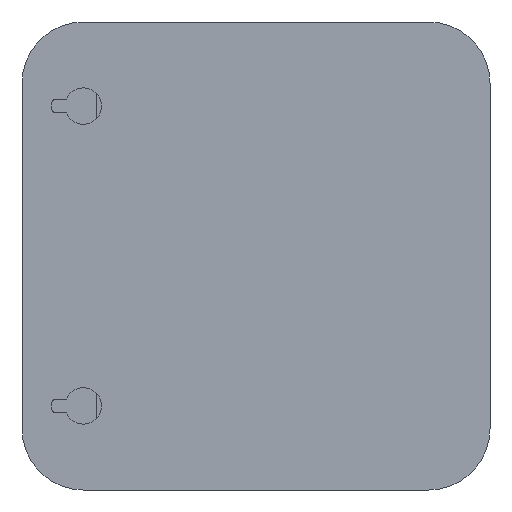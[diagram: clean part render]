
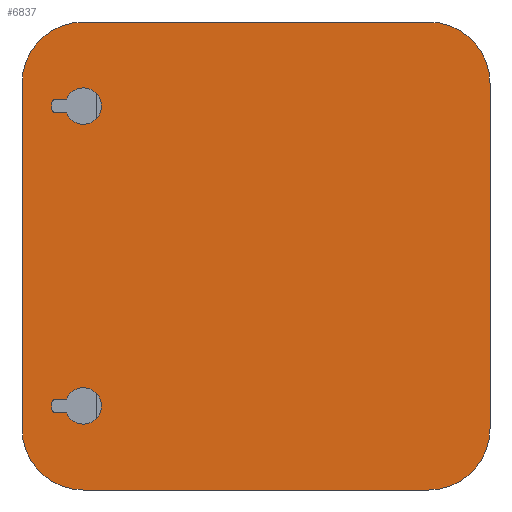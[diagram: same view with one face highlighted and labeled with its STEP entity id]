
A CAD part, left-side view. The second image highlights one B-rep face of the part: STEP entity #6837.
In plain terms, the highlighted planar face has unit normal (-1, 0, 0).
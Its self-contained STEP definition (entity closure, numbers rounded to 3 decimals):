
#153=FACE_BOUND('',#1017,.T.);
#154=FACE_BOUND('',#1018,.T.);
#197=CIRCLE('',#7155,1.);
#199=CIRCLE('',#7159,1.);
#201=CIRCLE('',#7163,4.);
#203=CIRCLE('',#7167,1.);
#205=CIRCLE('',#7171,4.);
#207=CIRCLE('',#7175,1.);
#279=CIRCLE('',#7339,13.5);
#281=CIRCLE('',#7343,13.5);
#283=CIRCLE('',#7346,13.5);
#285=CIRCLE('',#7350,13.5);
#615=FACE_OUTER_BOUND('',#1016,.T.);
#1016=EDGE_LOOP('',(#5190,#5191,#5192,#5193,#5194,#5195,#5196,#5197));
#1017=EDGE_LOOP('',(#5198,#5199,#5200,#5201,#5202,#5203));
#1018=EDGE_LOOP('',(#5204,#5205,#5206,#5207,#5208,#5209));
#1301=LINE('',#9709,#2078);
#1306=LINE('',#9723,#2083);
#1310=LINE('',#9735,#2087);
#1313=LINE('',#9745,#2090);
#1318=LINE('',#9759,#2095);
#1322=LINE('',#9771,#2099);
#1328=LINE('',#9791,#2105);
#1544=LINE('',#10360,#2321);
#1549=LINE('',#10373,#2326);
#1553=LINE('',#10388,#2330);
#2078=VECTOR('',#7749,10.);
#2083=VECTOR('',#7762,10.);
#2087=VECTOR('',#7774,10.);
#2090=VECTOR('',#7785,10.);
#2095=VECTOR('',#7798,10.);
#2099=VECTOR('',#7810,10.);
#2105=VECTOR('',#7830,10.);
#2321=VECTOR('',#8358,10.);
#2326=VECTOR('',#8371,10.);
#2330=VECTOR('',#8389,10.);
#2855=VERTEX_POINT('',#9707);
#2856=VERTEX_POINT('',#9708);
#2859=VERTEX_POINT('',#9716);
#2861=VERTEX_POINT('',#9722);
#2863=VERTEX_POINT('',#9728);
#2865=VERTEX_POINT('',#9734);
#2867=VERTEX_POINT('',#9743);
#2868=VERTEX_POINT('',#9744);
#2871=VERTEX_POINT('',#9752);
#2873=VERTEX_POINT('',#9758);
#2875=VERTEX_POINT('',#9764);
#2877=VERTEX_POINT('',#9770);
#2883=VERTEX_POINT('',#9788);
#2884=VERTEX_POINT('',#9790);
#3080=VERTEX_POINT('',#10357);
#3081=VERTEX_POINT('',#10359);
#3083=VERTEX_POINT('',#10365);
#3085=VERTEX_POINT('',#10371);
#3087=VERTEX_POINT('',#10380);
#3089=VERTEX_POINT('',#10386);
#3494=EDGE_CURVE('',#2855,#2856,#1301,.T.);
#3498=EDGE_CURVE('',#2859,#2855,#197,.T.);
#3501=EDGE_CURVE('',#2861,#2859,#1306,.T.);
#3504=EDGE_CURVE('',#2863,#2861,#199,.T.);
#3507=EDGE_CURVE('',#2865,#2863,#1310,.T.);
#3510=EDGE_CURVE('',#2856,#2865,#201,.T.);
#3512=EDGE_CURVE('',#2867,#2868,#1313,.T.);
#3516=EDGE_CURVE('',#2871,#2867,#203,.T.);
#3519=EDGE_CURVE('',#2873,#2871,#1318,.T.);
#3522=EDGE_CURVE('',#2875,#2873,#205,.T.);
#3525=EDGE_CURVE('',#2877,#2875,#1322,.T.);
#3528=EDGE_CURVE('',#2868,#2877,#207,.T.);
#3535=EDGE_CURVE('',#2884,#2883,#1328,.T.);
#3818=EDGE_CURVE('',#3081,#3080,#1544,.T.);
#3822=EDGE_CURVE('',#3080,#3083,#279,.T.);
#3825=EDGE_CURVE('',#3083,#3085,#1549,.T.);
#3827=EDGE_CURVE('',#3085,#2884,#281,.T.);
#3830=EDGE_CURVE('',#2883,#3087,#283,.T.);
#3833=EDGE_CURVE('',#3087,#3089,#1553,.T.);
#3835=EDGE_CURVE('',#3089,#3081,#285,.T.);
#5190=ORIENTED_EDGE('',*,*,#3818,.T.);
#5191=ORIENTED_EDGE('',*,*,#3822,.T.);
#5192=ORIENTED_EDGE('',*,*,#3825,.T.);
#5193=ORIENTED_EDGE('',*,*,#3827,.T.);
#5194=ORIENTED_EDGE('',*,*,#3535,.T.);
#5195=ORIENTED_EDGE('',*,*,#3830,.T.);
#5196=ORIENTED_EDGE('',*,*,#3833,.T.);
#5197=ORIENTED_EDGE('',*,*,#3835,.T.);
#5198=ORIENTED_EDGE('',*,*,#3494,.T.);
#5199=ORIENTED_EDGE('',*,*,#3510,.T.);
#5200=ORIENTED_EDGE('',*,*,#3507,.T.);
#5201=ORIENTED_EDGE('',*,*,#3504,.T.);
#5202=ORIENTED_EDGE('',*,*,#3501,.T.);
#5203=ORIENTED_EDGE('',*,*,#3498,.T.);
#5204=ORIENTED_EDGE('',*,*,#3512,.T.);
#5205=ORIENTED_EDGE('',*,*,#3528,.T.);
#5206=ORIENTED_EDGE('',*,*,#3525,.T.);
#5207=ORIENTED_EDGE('',*,*,#3522,.T.);
#5208=ORIENTED_EDGE('',*,*,#3519,.T.);
#5209=ORIENTED_EDGE('',*,*,#3516,.T.);
#6497=PLANE('',#7387);
#6837=ADVANCED_FACE('',(#615,#153,#154),#6497,.T.);
#7155=AXIS2_PLACEMENT_3D('',#9717,#7755,#7756);
#7159=AXIS2_PLACEMENT_3D('',#9729,#7767,#7768);
#7163=AXIS2_PLACEMENT_3D('',#9740,#7779,#7780);
#7167=AXIS2_PLACEMENT_3D('',#9753,#7791,#7792);
#7171=AXIS2_PLACEMENT_3D('',#9765,#7803,#7804);
#7175=AXIS2_PLACEMENT_3D('',#9776,#7815,#7816);
#7339=AXIS2_PLACEMENT_3D('',#10367,#8365,#8366);
#7343=AXIS2_PLACEMENT_3D('',#10376,#8376,#8377);
#7346=AXIS2_PLACEMENT_3D('',#10382,#8383,#8384);
#7350=AXIS2_PLACEMENT_3D('',#10391,#8394,#8395);
#7387=AXIS2_PLACEMENT_3D('',#10460,#8490,#8491);
#7749=DIRECTION('',(0.,-1.,0.));
#7755=DIRECTION('center_axis',(1.,0.,0.));
#7756=DIRECTION('ref_axis',(0.,0.,1.));
#7762=DIRECTION('',(0.,0.,1.));
#7767=DIRECTION('center_axis',(1.,0.,0.));
#7768=DIRECTION('ref_axis',(0.,1.,0.));
#7774=DIRECTION('',(0.,1.,0.));
#7779=DIRECTION('center_axis',(1.,0.,0.));
#7780=DIRECTION('ref_axis',(0.,0.,1.));
#7785=DIRECTION('',(0.,0.,1.));
#7791=DIRECTION('center_axis',(1.,0.,0.));
#7792=DIRECTION('ref_axis',(0.,1.,0.));
#7798=DIRECTION('',(0.,1.,0.));
#7803=DIRECTION('center_axis',(1.,0.,0.));
#7804=DIRECTION('ref_axis',(0.,0.,1.));
#7810=DIRECTION('',(0.,-1.,0.));
#7815=DIRECTION('center_axis',(1.,0.,0.));
#7816=DIRECTION('ref_axis',(0.,0.,1.));
#7830=DIRECTION('',(0.,0.,1.));
#8358=DIRECTION('',(0.,0.,-1.));
#8365=DIRECTION('center_axis',(-1.,0.,0.));
#8366=DIRECTION('ref_axis',(0.,0.,-1.));
#8371=DIRECTION('',(0.,-1.,0.));
#8376=DIRECTION('center_axis',(-1.,0.,0.));
#8377=DIRECTION('ref_axis',(0.,-1.,0.));
#8383=DIRECTION('center_axis',(-1.,0.,0.));
#8384=DIRECTION('ref_axis',(0.,0.,1.));
#8389=DIRECTION('',(0.,1.,0.));
#8394=DIRECTION('center_axis',(-1.,0.,0.));
#8395=DIRECTION('ref_axis',(0.,1.,0.));
#8490=DIRECTION('center_axis',(-1.,0.,0.));
#8491=DIRECTION('ref_axis',(0.,0.,1.));
#9707=CARTESIAN_POINT('',(-31.,44.,34.5));
#9708=CARTESIAN_POINT('',(-31.,41.708,34.5));
#9709=CARTESIAN_POINT('',(-31.,22.,34.5));
#9716=CARTESIAN_POINT('',(-31.,45.,33.5));
#9717=CARTESIAN_POINT('Origin',(-31.,44.,33.5));
#9722=CARTESIAN_POINT('',(-31.,45.,32.5));
#9723=CARTESIAN_POINT('',(-31.,45.,16.25));
#9728=CARTESIAN_POINT('',(-31.,44.,31.5));
#9729=CARTESIAN_POINT('Origin',(-31.,44.,32.5));
#9734=CARTESIAN_POINT('',(-31.,41.708,31.5));
#9735=CARTESIAN_POINT('',(-31.,20.854,31.5));
#9740=CARTESIAN_POINT('Origin',(-31.,38.,33.));
#9743=CARTESIAN_POINT('',(-31.,45.,-33.5));
#9744=CARTESIAN_POINT('',(-31.,45.,-32.5));
#9745=CARTESIAN_POINT('',(-31.,45.,-16.75));
#9752=CARTESIAN_POINT('',(-31.,44.,-34.5));
#9753=CARTESIAN_POINT('Origin',(-31.,44.,-33.5));
#9758=CARTESIAN_POINT('',(-31.,41.708,-34.5));
#9759=CARTESIAN_POINT('',(-31.,20.854,-34.5));
#9764=CARTESIAN_POINT('',(-31.,41.708,-31.5));
#9765=CARTESIAN_POINT('Origin',(-31.,38.,-33.));
#9770=CARTESIAN_POINT('',(-31.,44.,-31.5));
#9771=CARTESIAN_POINT('',(-31.,22.,-31.5));
#9776=CARTESIAN_POINT('Origin',(-31.,44.,-32.5));
#9788=CARTESIAN_POINT('',(-31.,-51.5,38.));
#9790=CARTESIAN_POINT('',(-31.,-51.5,-38.));
#9791=CARTESIAN_POINT('',(-31.,-51.5,19.));
#10357=CARTESIAN_POINT('',(-31.,51.5,-38.));
#10359=CARTESIAN_POINT('',(-31.,51.5,38.));
#10360=CARTESIAN_POINT('',(-31.,51.5,-19.));
#10365=CARTESIAN_POINT('',(-31.,38.,-51.5));
#10367=CARTESIAN_POINT('Origin',(-31.,38.,-38.));
#10371=CARTESIAN_POINT('',(-31.,-38.,-51.5));
#10373=CARTESIAN_POINT('',(-31.,-19.,-51.5));
#10376=CARTESIAN_POINT('Origin',(-31.,-38.,-38.));
#10380=CARTESIAN_POINT('',(-31.,-38.,51.5));
#10382=CARTESIAN_POINT('Origin',(-31.,-38.,38.));
#10386=CARTESIAN_POINT('',(-31.,38.,51.5));
#10388=CARTESIAN_POINT('',(-31.,19.,51.5));
#10391=CARTESIAN_POINT('Origin',(-31.,38.,38.));
#10460=CARTESIAN_POINT('Origin',(-31.,0.,0.));
